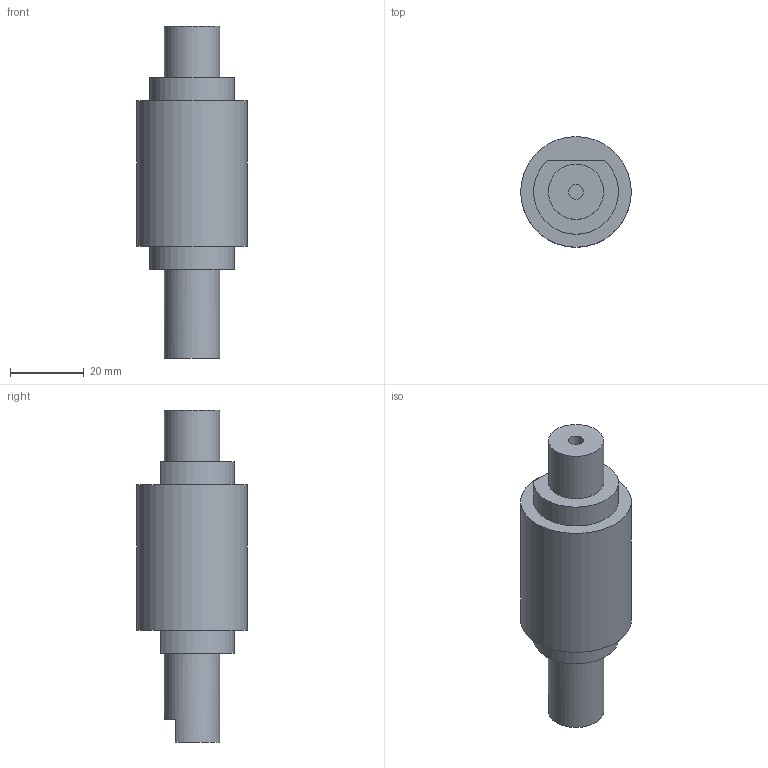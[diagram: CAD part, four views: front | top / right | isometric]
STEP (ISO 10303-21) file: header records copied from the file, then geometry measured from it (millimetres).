
FILE_DESCRIPTION(/* description */ ('STEP AP214'),/* implementation_level */ '2;1');
FILE_NAME(/* name */ '61fa9e55de1f9b6a4c35e5ca',/* time_stamp */ '2022-02-02T15:08:06+00:00',/* author */ (''),/* organization */ (''),/* preprocessor_version */ 'ST-DEVELOPER v18.101',/* originating_system */ ' ',/* authorisation */ ' ');
FILE_SCHEMA (('AUTOMOTIVE_DESIGN {1 0 10303 214 3 1 1}'));
Length unit declared in the file: metre
Products named in the file (1): Part 1
Bounding box: 30 x 30 x 90 mm (x, y, z)
Volume: 39053.7 mm3; surface area: 8026.3 mm2
Topology: 1 solids, 1 shells, 19 faces, 33 edges, 22 vertices
Faces by surface type: plane 12, cylinder 7
Full cylindrical faces by diameter (mm): 4 x2, 15 x2, 30 x1
Entity records: 458 total; most frequent: DIRECTION 82, CARTESIAN_POINT 68, ORIENTED_EDGE 54, AXIS2_PLACEMENT_3D 35, EDGE_LOOP 30, FACE_BOUND 30, EDGE_CURVE 27, VERTEX_POINT 21
